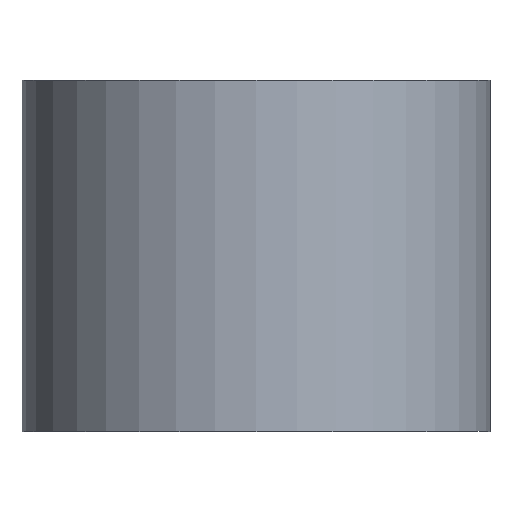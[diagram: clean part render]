
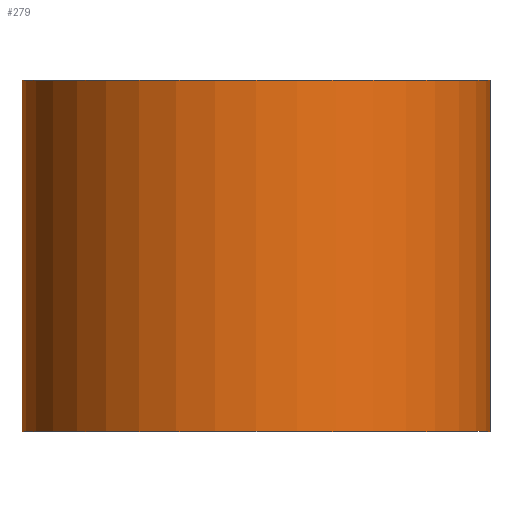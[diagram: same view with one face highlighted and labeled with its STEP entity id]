
A CAD part, front view. The second image highlights one B-rep face of the part: STEP entity #279.
In plain terms, the highlighted cylindrical face has radius 20 mm (diameter 40 mm), a full revolution.
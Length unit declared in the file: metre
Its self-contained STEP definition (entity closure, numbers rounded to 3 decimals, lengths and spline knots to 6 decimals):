
#19=CYLINDRICAL_SURFACE('',#308,0.02);
#33=FACE_BOUND('',#84,.T.);
#59=FACE_OUTER_BOUND('',#83,.T.);
#83=EDGE_LOOP('',(#199));
#84=EDGE_LOOP('',(#200));
#127=CIRCLE('',#303,0.02);
#129=CIRCLE('',#306,0.02);
#147=VERTEX_POINT('',#432);
#149=VERTEX_POINT('',#437);
#171=EDGE_CURVE('',#147,#147,#127,.T.);
#173=EDGE_CURVE('',#149,#149,#129,.T.);
#199=ORIENTED_EDGE('',*,*,#171,.F.);
#200=ORIENTED_EDGE('',*,*,#173,.T.);
#279=ADVANCED_FACE('',(#59,#33),#19,.T.);
#303=AXIS2_PLACEMENT_3D('',#433,#348,#349);
#306=AXIS2_PLACEMENT_3D('',#438,#354,#355);
#308=AXIS2_PLACEMENT_3D('',#441,#358,#359);
#348=DIRECTION('center_axis',(0.,0.,1.));
#349=DIRECTION('ref_axis',(1.,0.,0.));
#354=DIRECTION('center_axis',(0.,0.,1.));
#355=DIRECTION('ref_axis',(1.,0.,0.));
#358=DIRECTION('center_axis',(0.,0.,-1.));
#359=DIRECTION('ref_axis',(-1.,0.,0.));
#432=CARTESIAN_POINT('',(-0.000246,-0.000546,0.055));
#433=CARTESIAN_POINT('Origin',(-0.020246,-0.000546,
0.055));
#437=CARTESIAN_POINT('',(-0.000246,-0.000546,0.025));
#438=CARTESIAN_POINT('Origin',(-0.020246,-0.000546,
0.025));
#441=CARTESIAN_POINT('Origin',(-0.020246,-0.000546,
0.055));
